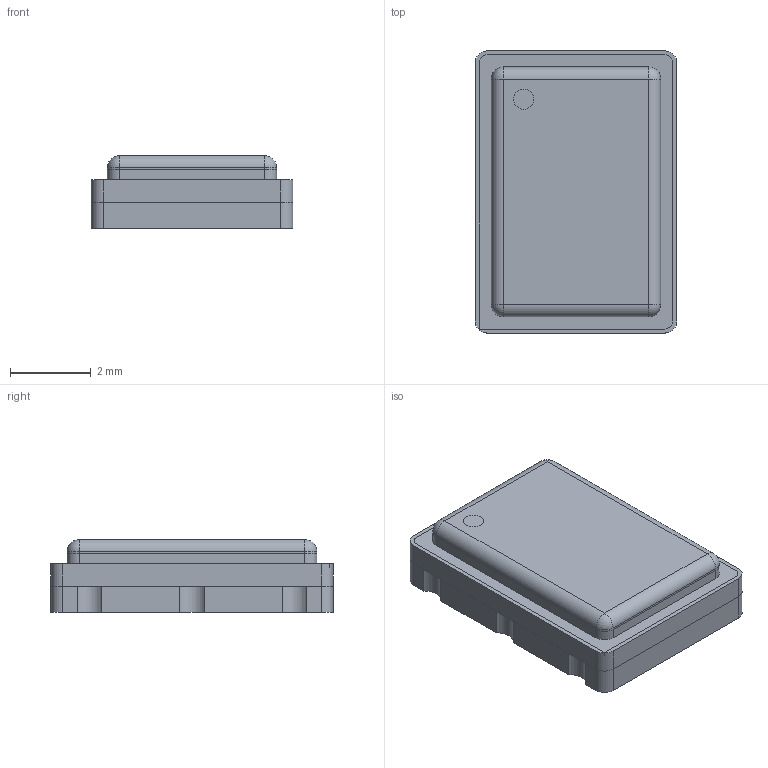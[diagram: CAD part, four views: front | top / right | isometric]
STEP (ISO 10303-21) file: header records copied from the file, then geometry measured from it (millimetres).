
FILE_DESCRIPTION((''),'2;1');
FILE_NAME('OSC_SILICON-LAB_SI510-6N.stp','2015-08-10T12:02:59',(''),(''),'Mechanical Desktop 2011','Mechanical Desktop 2011',', , ');
FILE_SCHEMA(('AUTOMOTIVE_DESIGN { 1 2 10303 214 1 1 1 1 }'));
Length unit declared in the file: millimetre
Products named in the file (1): Product
Bounding box: 5 x 7 x 1.8 mm (x, y, z)
Volume: 56.9 mm3; surface area: 387.6 mm2
Topology: 12 solids, 12 shells, 180 faces, 454 edges, 296 vertices
Faces by surface type: plane 114, cylinder 38, bspline 24, sphere 4
Entity records: 5369 total; most frequent: CARTESIAN_POINT 999, ORIENTED_EDGE 900, DIRECTION 840, EDGE_CURVE 450, VECTOR 374, LINE 374, VERTEX_POINT 296, AXIS2_PLACEMENT_3D 233
